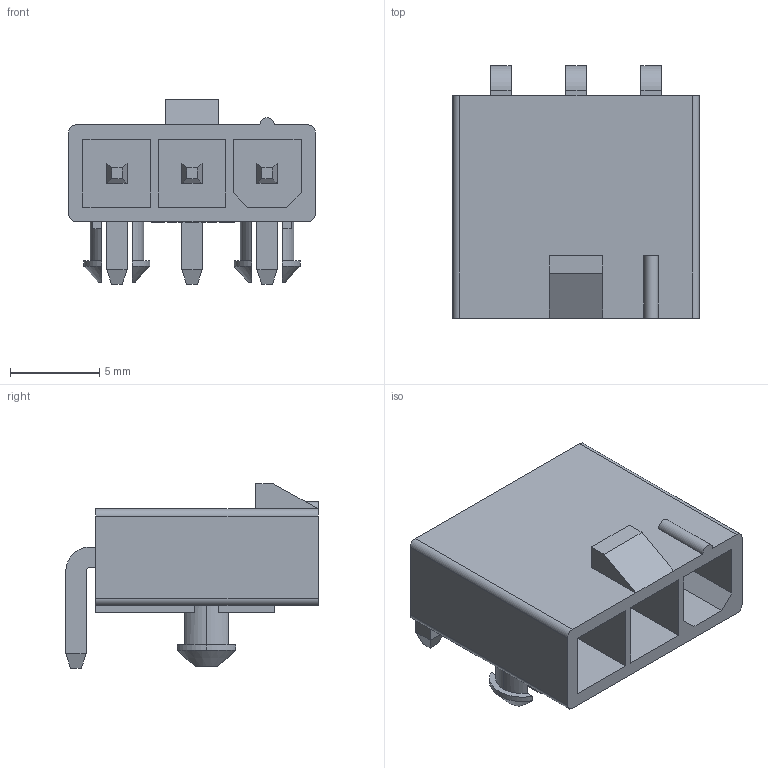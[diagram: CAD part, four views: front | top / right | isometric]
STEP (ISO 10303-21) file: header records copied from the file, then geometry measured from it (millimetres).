
FILE_DESCRIPTION(('STEP AP214'),'1');
FILE_NAME('CONN-TH_39303035.stp','2021-08-18T14:37:38',(' '),(' '),'Spatial InterOp 3D',' ',' ');
FILE_SCHEMA(('AUTOMOTIVE_DESIGN { 1 0 10303 214 1 1 1 1 }'));
Length unit declared in the file: millimetre
Products named in the file (1): 440
Bounding box: 13.8 x 14.12 x 10.3 mm (x, y, z)
Volume: 540.6 mm3; surface area: 1469.8 mm2
Topology: 1 solids, 1 shells, 308 faces, 814 edges, 534 vertices
Faces by surface type: plane 277, cylinder 27, cone 4
Entity records: 11886 total; most frequent: CARTESIAN_POINT 1714, ORIENTED_EDGE 1628, DIRECTION 1488, EDGE_CURVE 814, LINE 744, VECTOR 744, VERTEX_POINT 534, AXIS2_PLACEMENT_3D 372
